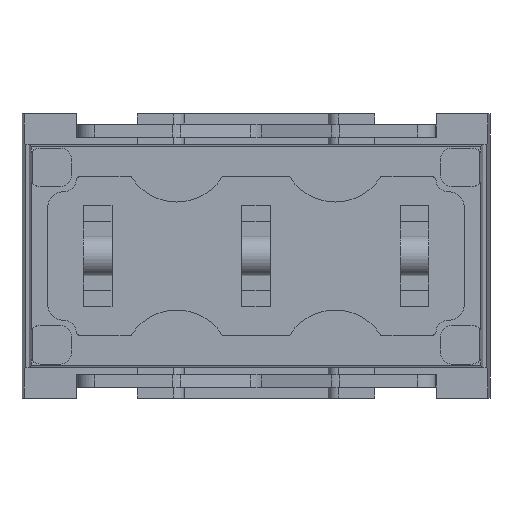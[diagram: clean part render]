
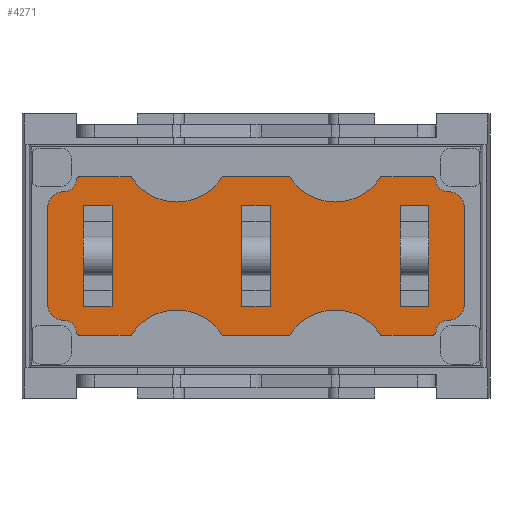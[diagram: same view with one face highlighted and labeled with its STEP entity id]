
A CAD part, front view. The second image highlights one B-rep face of the part: STEP entity #4271.
In plain terms, the highlighted planar face has unit normal (0, -1, 0).
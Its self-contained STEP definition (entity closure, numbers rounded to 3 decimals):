
#132=CIRCLE('',#5846,0.5);
#133=CIRCLE('',#5848,0.3);
#134=CIRCLE('',#5850,0.1);
#135=CIRCLE('',#5853,1.5);
#136=CIRCLE('',#5856,1.5);
#137=CIRCLE('',#5859,0.1);
#138=CIRCLE('',#5861,0.3);
#139=CIRCLE('',#5863,0.5);
#140=CIRCLE('',#5866,0.5);
#141=CIRCLE('',#5868,0.3);
#142=CIRCLE('',#5870,0.1);
#143=CIRCLE('',#5873,1.5);
#144=CIRCLE('',#5876,1.5);
#145=CIRCLE('',#5879,0.1);
#146=CIRCLE('',#5881,0.3);
#147=CIRCLE('',#5883,0.5);
#1433=ORIENTED_EDGE('',*,*,#2039,.F.);
#1434=ORIENTED_EDGE('',*,*,#2085,.F.);
#1435=ORIENTED_EDGE('',*,*,#2083,.T.);
#1436=ORIENTED_EDGE('',*,*,#2081,.F.);
#1437=ORIENTED_EDGE('',*,*,#2079,.F.);
#1438=ORIENTED_EDGE('',*,*,#2077,.T.);
#1439=ORIENTED_EDGE('',*,*,#2075,.F.);
#1440=ORIENTED_EDGE('',*,*,#2073,.T.);
#1441=ORIENTED_EDGE('',*,*,#2071,.F.);
#1442=ORIENTED_EDGE('',*,*,#2069,.F.);
#1443=ORIENTED_EDGE('',*,*,#2067,.T.);
#1444=ORIENTED_EDGE('',*,*,#2065,.F.);
#1445=ORIENTED_EDGE('',*,*,#2063,.F.);
#1446=ORIENTED_EDGE('',*,*,#2061,.F.);
#1447=ORIENTED_EDGE('',*,*,#2059,.T.);
#1448=ORIENTED_EDGE('',*,*,#2057,.F.);
#1449=ORIENTED_EDGE('',*,*,#2055,.F.);
#1450=ORIENTED_EDGE('',*,*,#2053,.T.);
#1451=ORIENTED_EDGE('',*,*,#2051,.F.);
#1452=ORIENTED_EDGE('',*,*,#2049,.T.);
#1453=ORIENTED_EDGE('',*,*,#2047,.F.);
#1454=ORIENTED_EDGE('',*,*,#2045,.F.);
#1455=ORIENTED_EDGE('',*,*,#2043,.T.);
#1456=ORIENTED_EDGE('',*,*,#2041,.F.);
#2039=EDGE_CURVE('',#2466,#2467,#2946,.T.);
#2041=EDGE_CURVE('',#2467,#2468,#132,.T.);
#2043=EDGE_CURVE('',#2469,#2468,#133,.T.);
#2045=EDGE_CURVE('',#2469,#2470,#134,.T.);
#2047=EDGE_CURVE('',#2470,#2471,#2951,.T.);
#2049=EDGE_CURVE('',#2472,#2471,#135,.T.);
#2051=EDGE_CURVE('',#2472,#2473,#2954,.T.);
#2053=EDGE_CURVE('',#2474,#2473,#136,.T.);
#2055=EDGE_CURVE('',#2474,#2475,#2957,.T.);
#2057=EDGE_CURVE('',#2475,#2476,#137,.T.);
#2059=EDGE_CURVE('',#2477,#2476,#138,.T.);
#2061=EDGE_CURVE('',#2477,#2478,#139,.T.);
#2063=EDGE_CURVE('',#2478,#2479,#2962,.T.);
#2065=EDGE_CURVE('',#2479,#2480,#140,.T.);
#2067=EDGE_CURVE('',#2481,#2480,#141,.T.);
#2069=EDGE_CURVE('',#2481,#2482,#142,.T.);
#2071=EDGE_CURVE('',#2482,#2483,#2967,.T.);
#2073=EDGE_CURVE('',#2484,#2483,#143,.T.);
#2075=EDGE_CURVE('',#2484,#2485,#2970,.T.);
#2077=EDGE_CURVE('',#2486,#2485,#144,.T.);
#2079=EDGE_CURVE('',#2486,#2487,#2973,.T.);
#2081=EDGE_CURVE('',#2487,#2488,#145,.T.);
#2083=EDGE_CURVE('',#2489,#2488,#146,.T.);
#2085=EDGE_CURVE('',#2489,#2466,#147,.T.);
#2466=VERTEX_POINT('',#8215);
#2467=VERTEX_POINT('',#8217);
#2468=VERTEX_POINT('',#8221);
#2469=VERTEX_POINT('',#8225);
#2470=VERTEX_POINT('',#8229);
#2471=VERTEX_POINT('',#8233);
#2472=VERTEX_POINT('',#8237);
#2473=VERTEX_POINT('',#8241);
#2474=VERTEX_POINT('',#8245);
#2475=VERTEX_POINT('',#8249);
#2476=VERTEX_POINT('',#8253);
#2477=VERTEX_POINT('',#8257);
#2478=VERTEX_POINT('',#8261);
#2479=VERTEX_POINT('',#8265);
#2480=VERTEX_POINT('',#8269);
#2481=VERTEX_POINT('',#8273);
#2482=VERTEX_POINT('',#8277);
#2483=VERTEX_POINT('',#8281);
#2484=VERTEX_POINT('',#8285);
#2485=VERTEX_POINT('',#8289);
#2486=VERTEX_POINT('',#8293);
#2487=VERTEX_POINT('',#8297);
#2488=VERTEX_POINT('',#8301);
#2489=VERTEX_POINT('',#8305);
#2946=LINE('',#8216,#3435);
#2951=LINE('',#8232,#3440);
#2954=LINE('',#8240,#3443);
#2957=LINE('',#8248,#3446);
#2962=LINE('',#8264,#3451);
#2967=LINE('',#8280,#3456);
#2970=LINE('',#8288,#3459);
#2973=LINE('',#8296,#3462);
#3435=VECTOR('',#6955,1000.);
#3440=VECTOR('',#6974,1000.);
#3443=VECTOR('',#6983,1000.);
#3446=VECTOR('',#6992,1000.);
#3451=VECTOR('',#7011,1000.);
#3456=VECTOR('',#7030,1000.);
#3459=VECTOR('',#7039,1000.);
#3462=VECTOR('',#7048,1000.);
#3683=EDGE_LOOP('',(#1433,#1434,#1435,#1436,#1437,#1438,#1439,#1440,#1441,
#1442,#1443,#1444,#1445,#1446,#1447,#1448,#1449,#1450,#1451,#1452,#1453,
#1454,#1455,#1456));
#3902=FACE_BOUND('',#3683,.T.);
#4058=PLANE('',#5884);
#4271=ADVANCED_FACE('',(#3902),#4058,.F.);
#5846=AXIS2_PLACEMENT_3D('',#8220,#6959,#6960);
#5848=AXIS2_PLACEMENT_3D('',#8224,#6964,#6965);
#5850=AXIS2_PLACEMENT_3D('',#8228,#6969,#6970);
#5853=AXIS2_PLACEMENT_3D('',#8236,#6978,#6979);
#5856=AXIS2_PLACEMENT_3D('',#8244,#6987,#6988);
#5859=AXIS2_PLACEMENT_3D('',#8252,#6996,#6997);
#5861=AXIS2_PLACEMENT_3D('',#8256,#7001,#7002);
#5863=AXIS2_PLACEMENT_3D('',#8260,#7006,#7007);
#5866=AXIS2_PLACEMENT_3D('',#8268,#7015,#7016);
#5868=AXIS2_PLACEMENT_3D('',#8272,#7020,#7021);
#5870=AXIS2_PLACEMENT_3D('',#8276,#7025,#7026);
#5873=AXIS2_PLACEMENT_3D('',#8284,#7034,#7035);
#5876=AXIS2_PLACEMENT_3D('',#8292,#7043,#7044);
#5879=AXIS2_PLACEMENT_3D('',#8300,#7052,#7053);
#5881=AXIS2_PLACEMENT_3D('',#8304,#7057,#7058);
#5883=AXIS2_PLACEMENT_3D('',#8308,#7062,#7063);
#5884=AXIS2_PLACEMENT_3D('',#8309,#7064,#7065);
#6955=DIRECTION('',(0.,0.,1.));
#6959=DIRECTION('',(0.,1.,0.));
#6960=DIRECTION('',(1.,0.,0.));
#6964=DIRECTION('',(0.,1.,0.));
#6965=DIRECTION('',(1.,0.,0.));
#6969=DIRECTION('',(0.,1.,0.));
#6970=DIRECTION('',(1.,0.,0.));
#6974=DIRECTION('',(1.,0.,0.));
#6978=DIRECTION('',(0.,1.,0.));
#6979=DIRECTION('',(1.,0.,0.));
#6983=DIRECTION('',(1.,0.,0.));
#6987=DIRECTION('',(0.,1.,0.));
#6988=DIRECTION('',(1.,0.,0.));
#6992=DIRECTION('',(1.,0.,0.));
#6996=DIRECTION('',(0.,1.,0.));
#6997=DIRECTION('',(1.,0.,0.));
#7001=DIRECTION('',(0.,1.,0.));
#7002=DIRECTION('',(1.,0.,0.));
#7006=DIRECTION('',(0.,1.,0.));
#7007=DIRECTION('',(1.,0.,0.));
#7011=DIRECTION('',(0.,0.,-1.));
#7015=DIRECTION('',(0.,1.,0.));
#7016=DIRECTION('',(1.,0.,0.));
#7020=DIRECTION('',(0.,1.,0.));
#7021=DIRECTION('',(1.,0.,0.));
#7025=DIRECTION('',(0.,1.,0.));
#7026=DIRECTION('',(1.,0.,0.));
#7030=DIRECTION('',(-1.,0.,0.));
#7034=DIRECTION('',(0.,1.,0.));
#7035=DIRECTION('',(1.,0.,0.));
#7039=DIRECTION('',(-1.,0.,0.));
#7043=DIRECTION('',(0.,1.,0.));
#7044=DIRECTION('',(1.,0.,0.));
#7048=DIRECTION('',(-1.,0.,0.));
#7052=DIRECTION('',(0.,1.,0.));
#7053=DIRECTION('',(1.,0.,0.));
#7057=DIRECTION('',(0.,1.,0.));
#7058=DIRECTION('',(1.,0.,0.));
#7062=DIRECTION('',(0.,1.,0.));
#7063=DIRECTION('',(1.,0.,0.));
#7064=DIRECTION('',(0.,1.,0.));
#7065=DIRECTION('',(0.,0.,1.));
#8215=CARTESIAN_POINT('',(-5.8,-9.2,-1.3));
#8216=CARTESIAN_POINT('',(-5.8,-9.2,-1.3));
#8217=CARTESIAN_POINT('',(-5.8,-9.2,1.3));
#8220=CARTESIAN_POINT('',(-5.3,-9.2,1.3));
#8221=CARTESIAN_POINT('',(-5.3,-9.2,1.8));
#8224=CARTESIAN_POINT('',(-5.3,-9.2,2.1));
#8225=CARTESIAN_POINT('',(-5.,-9.2,2.1));
#8228=CARTESIAN_POINT('',(-4.9,-9.2,2.1));
#8229=CARTESIAN_POINT('',(-4.9,-9.2,2.2));
#8232=CARTESIAN_POINT('',(-4.9,-9.2,2.2));
#8233=CARTESIAN_POINT('',(-3.469,-9.2,2.2));
#8236=CARTESIAN_POINT('',(-2.2,-9.2,3.));
#8237=CARTESIAN_POINT('',(-0.931,-9.2,2.2));
#8240=CARTESIAN_POINT('',(-0.931,-9.2,2.2));
#8241=CARTESIAN_POINT('',(0.931,-9.2,2.2));
#8244=CARTESIAN_POINT('',(2.2,-9.2,3.));
#8245=CARTESIAN_POINT('',(3.469,-9.2,2.2));
#8248=CARTESIAN_POINT('',(3.469,-9.2,2.2));
#8249=CARTESIAN_POINT('',(4.9,-9.2,2.2));
#8252=CARTESIAN_POINT('',(4.9,-9.2,2.1));
#8253=CARTESIAN_POINT('',(5.,-9.2,2.1));
#8256=CARTESIAN_POINT('',(5.3,-9.2,2.1));
#8257=CARTESIAN_POINT('',(5.3,-9.2,1.8));
#8260=CARTESIAN_POINT('',(5.3,-9.2,1.3));
#8261=CARTESIAN_POINT('',(5.8,-9.2,1.3));
#8264=CARTESIAN_POINT('',(5.8,-9.2,1.3));
#8265=CARTESIAN_POINT('',(5.8,-9.2,-1.3));
#8268=CARTESIAN_POINT('',(5.3,-9.2,-1.3));
#8269=CARTESIAN_POINT('',(5.3,-9.2,-1.8));
#8272=CARTESIAN_POINT('',(5.3,-9.2,-2.1));
#8273=CARTESIAN_POINT('',(5.,-9.2,-2.1));
#8276=CARTESIAN_POINT('',(4.9,-9.2,-2.1));
#8277=CARTESIAN_POINT('',(4.9,-9.2,-2.2));
#8280=CARTESIAN_POINT('',(4.9,-9.2,-2.2));
#8281=CARTESIAN_POINT('',(3.469,-9.2,-2.2));
#8284=CARTESIAN_POINT('',(2.2,-9.2,-3.));
#8285=CARTESIAN_POINT('',(0.931,-9.2,-2.2));
#8288=CARTESIAN_POINT('',(0.931,-9.2,-2.2));
#8289=CARTESIAN_POINT('',(-0.931,-9.2,-2.2));
#8292=CARTESIAN_POINT('',(-2.2,-9.2,-3.));
#8293=CARTESIAN_POINT('',(-3.469,-9.2,-2.2));
#8296=CARTESIAN_POINT('',(-3.469,-9.2,-2.2));
#8297=CARTESIAN_POINT('',(-4.9,-9.2,-2.2));
#8300=CARTESIAN_POINT('',(-4.9,-9.2,-2.1));
#8301=CARTESIAN_POINT('',(-5.,-9.2,-2.1));
#8304=CARTESIAN_POINT('',(-5.3,-9.2,-2.1));
#8305=CARTESIAN_POINT('',(-5.3,-9.2,-1.8));
#8308=CARTESIAN_POINT('',(-5.3,-9.2,-1.3));
#8309=CARTESIAN_POINT('',(-5.3,-9.2,1.3));
